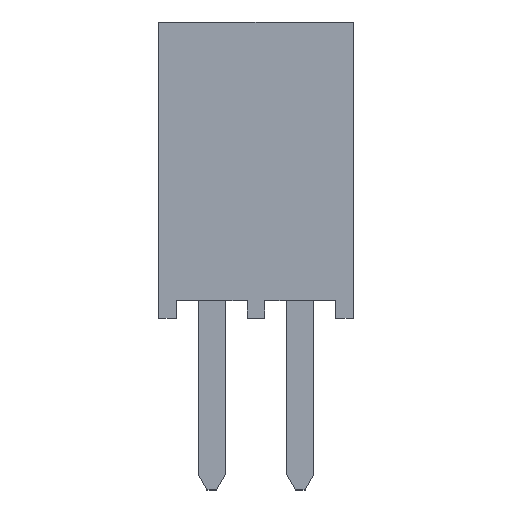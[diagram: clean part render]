
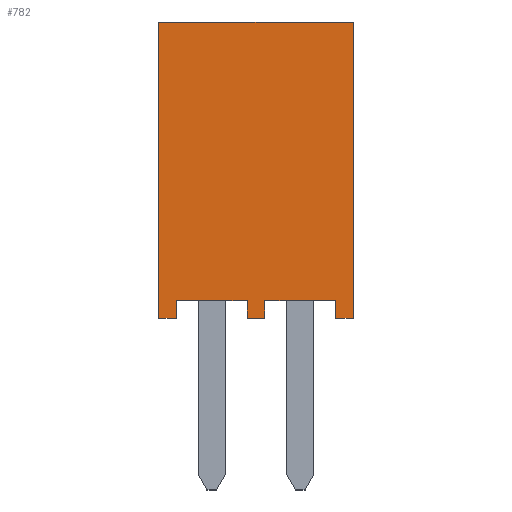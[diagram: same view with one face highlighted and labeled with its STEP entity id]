
A CAD part, top view. The second image highlights one B-rep face of the part: STEP entity #782.
In plain terms, the highlighted planar face has unit normal (0, 0, 1).
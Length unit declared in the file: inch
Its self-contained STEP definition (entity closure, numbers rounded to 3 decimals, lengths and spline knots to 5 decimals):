
#43=ORIENTED_EDGE('',*,*,#259,.F.);
#44=ORIENTED_EDGE('',*,*,#260,.T.);
#45=ORIENTED_EDGE('',*,*,#261,.F.);
#46=ORIENTED_EDGE('',*,*,#262,.F.);
#47=ORIENTED_EDGE('',*,*,#263,.T.);
#48=ORIENTED_EDGE('',*,*,#264,.T.);
#49=ORIENTED_EDGE('',*,*,#265,.F.);
#50=ORIENTED_EDGE('',*,*,#266,.F.);
#51=ORIENTED_EDGE('',*,*,#267,.F.);
#52=ORIENTED_EDGE('',*,*,#268,.T.);
#53=ORIENTED_EDGE('',*,*,#269,.F.);
#54=ORIENTED_EDGE('',*,*,#270,.F.);
#259=EDGE_CURVE('',#367,#368,#439,.T.);
#260=EDGE_CURVE('',#367,#369,#440,.T.);
#261=EDGE_CURVE('',#370,#369,#441,.T.);
#262=EDGE_CURVE('',#371,#370,#442,.T.);
#263=EDGE_CURVE('',#371,#372,#443,.T.);
#264=EDGE_CURVE('',#372,#373,#444,.T.);
#265=EDGE_CURVE('',#374,#373,#445,.T.);
#266=EDGE_CURVE('',#375,#374,#446,.T.);
#267=EDGE_CURVE('',#376,#375,#447,.T.);
#268=EDGE_CURVE('',#376,#377,#448,.T.);
#269=EDGE_CURVE('',#378,#377,#449,.T.);
#270=EDGE_CURVE('',#368,#378,#450,.T.);
#367=VERTEX_POINT('',#1119);
#368=VERTEX_POINT('',#1120);
#369=VERTEX_POINT('',#1122);
#370=VERTEX_POINT('',#1124);
#371=VERTEX_POINT('',#1126);
#372=VERTEX_POINT('',#1128);
#373=VERTEX_POINT('',#1130);
#374=VERTEX_POINT('',#1132);
#375=VERTEX_POINT('',#1134);
#376=VERTEX_POINT('',#1136);
#377=VERTEX_POINT('',#1138);
#378=VERTEX_POINT('',#1140);
#439=LINE('',#1118,#547);
#440=LINE('',#1121,#548);
#441=LINE('',#1123,#549);
#442=LINE('',#1125,#550);
#443=LINE('',#1127,#551);
#444=LINE('',#1129,#552);
#445=LINE('',#1131,#553);
#446=LINE('',#1133,#554);
#447=LINE('',#1135,#555);
#448=LINE('',#1137,#556);
#449=LINE('',#1139,#557);
#450=LINE('',#1141,#558);
#547=VECTOR('',#911,39.37008);
#548=VECTOR('',#912,39.37008);
#549=VECTOR('',#913,39.37008);
#550=VECTOR('',#914,39.37008);
#551=VECTOR('',#915,39.37008);
#552=VECTOR('',#916,39.37008);
#553=VECTOR('',#917,39.37008);
#554=VECTOR('',#918,39.37008);
#555=VECTOR('',#919,39.37008);
#556=VECTOR('',#920,39.37008);
#557=VECTOR('',#921,39.37008);
#558=VECTOR('',#922,39.37008);
#644=EDGE_LOOP('',(#43,#44,#45,#46,#47,#48,#49,#50,#51,#52,#53,#54));
#692=FACE_BOUND('',#644,.T.);
#740=PLANE('',#850);
#782=ADVANCED_FACE('',(#692),#740,.F.);
#850=AXIS2_PLACEMENT_3D('',#1117,#909,#910);
#909=DIRECTION('',(0.,0.,-1.));
#910=DIRECTION('',(-1.,0.,0.));
#911=DIRECTION('',(0.,1.,0.));
#912=DIRECTION('',(1.,0.,0.));
#913=DIRECTION('',(0.,-1.,0.));
#914=DIRECTION('',(1.,0.,0.));
#915=DIRECTION('',(0.,-1.,0.));
#916=DIRECTION('',(1.,0.,0.));
#917=DIRECTION('',(0.,-1.,0.));
#918=DIRECTION('',(-1.,0.,0.));
#919=DIRECTION('',(0.,1.,0.));
#920=DIRECTION('',(1.,0.,0.));
#921=DIRECTION('',(0.,-1.,0.));
#922=DIRECTION('',(-1.,0.,0.));
#1117=CARTESIAN_POINT('',(-0.11,0.335,0.0475));
#1118=CARTESIAN_POINT('',(0.09,0.335,0.0475));
#1119=CARTESIAN_POINT('',(0.09,0.,0.0475));
#1120=CARTESIAN_POINT('',(0.09,0.02,0.0475));
#1121=CARTESIAN_POINT('',(-0.11,0.,0.0475));
#1122=CARTESIAN_POINT('',(0.11,0.,0.0475));
#1123=CARTESIAN_POINT('',(0.11,0.335,0.0475));
#1124=CARTESIAN_POINT('',(0.11,0.335,0.0475));
#1125=CARTESIAN_POINT('',(-0.11,0.335,0.0475));
#1126=CARTESIAN_POINT('',(-0.11,0.335,0.0475));
#1127=CARTESIAN_POINT('',(-0.11,0.335,0.0475));
#1128=CARTESIAN_POINT('',(-0.11,0.,0.0475));
#1129=CARTESIAN_POINT('',(-0.11,0.,0.0475));
#1130=CARTESIAN_POINT('',(-0.09,0.,0.0475));
#1131=CARTESIAN_POINT('',(-0.09,0.335,0.0475));
#1132=CARTESIAN_POINT('',(-0.09,0.02,0.0475));
#1133=CARTESIAN_POINT('',(-0.11,0.02,0.0475));
#1134=CARTESIAN_POINT('',(-0.01,0.02,0.0475));
#1135=CARTESIAN_POINT('',(-0.01,0.335,0.0475));
#1136=CARTESIAN_POINT('',(-0.01,0.,0.0475));
#1137=CARTESIAN_POINT('',(-0.11,0.,0.0475));
#1138=CARTESIAN_POINT('',(0.01,0.,0.0475));
#1139=CARTESIAN_POINT('',(0.01,0.335,0.0475));
#1140=CARTESIAN_POINT('',(0.01,0.02,0.0475));
#1141=CARTESIAN_POINT('',(-0.11,0.02,0.0475));
